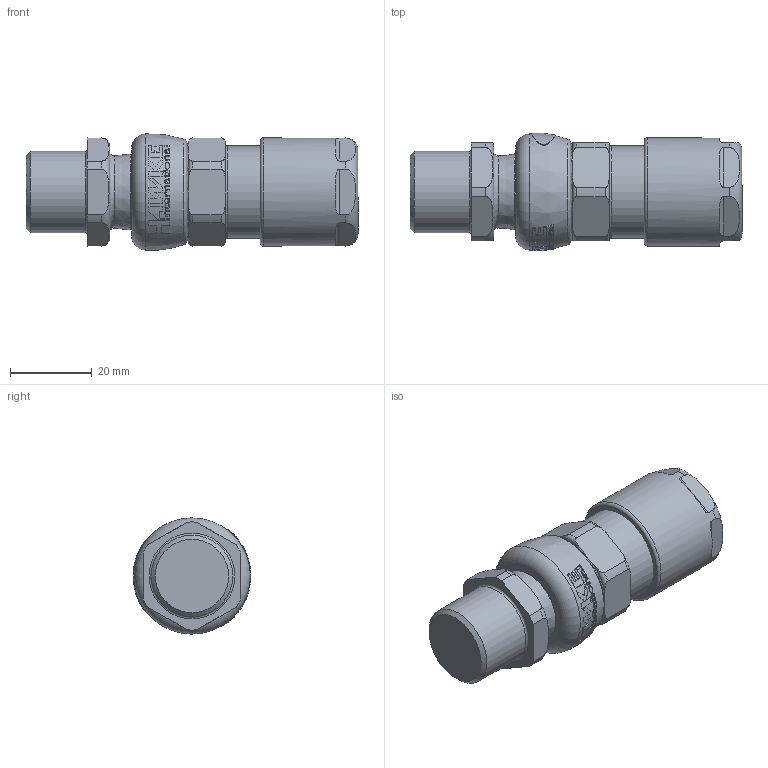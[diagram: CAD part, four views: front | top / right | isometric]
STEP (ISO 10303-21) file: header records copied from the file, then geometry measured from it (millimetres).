
FILE_DESCRIPTION(/* description */ (''),/* implementation_level */ '2;1');
FILE_NAME(/* name */ 'ICG_653_UNIV_X O.stp',/* time_stamp */ '2019-08-02T17:11:45+06:00',/* author */ ('vinaykumark'),/* organization */ (''),/* preprocessor_version */ 'ST-DEVELOPER v16.13',/* originating_system */ 'Autodesk Inventor 2018',/* authorisation */ '');
FILE_SCHEMA (('AUTOMOTIVE_DESIGN { 1 0 10303 214 3 1 1 }'));
Length unit declared in the file: millimetre
Products named in the file (1): ICG 653 UNIV X
Bounding box: 81.38 x 28.86 x 28.5 mm (x, y, z)
Volume: 63253.8 mm3; surface area: 21718.9 mm2
Topology: 11 solids, 11 shells, 763 faces, 1997 edges, 1302 vertices
Faces by surface type: plane 274, torus 167, bspline 160, cylinder 94, cone 66, sphere 2
Full cylindrical faces by diameter (mm): 0.6 x6, 11.8 x1, 12 x1, 13 x1, 14.4 x1, 15.1 x1, 15.2 x1, 16 x1, 16.8 x1, 18 x2, 19 x5, 20 x1, 20.638 x1, 22.6 x1, 23 x1, 23.65 x1, 24 x1, 26.5 x1
Entity records: 27127 total; most frequent: CARTESIAN_POINT 8834, ORIENTED_EDGE 3722, DIRECTION 3398, EDGE_CURVE 1861, AXIS2_PLACEMENT_3D 1401, VERTEX_POINT 1285, EDGE_LOOP 932, ADVANCED_FACE 763
